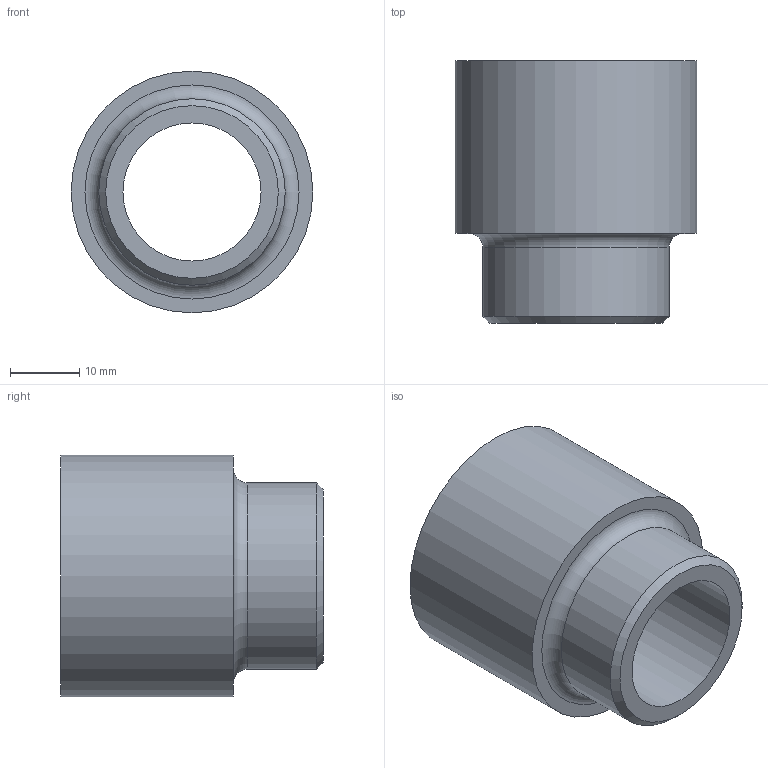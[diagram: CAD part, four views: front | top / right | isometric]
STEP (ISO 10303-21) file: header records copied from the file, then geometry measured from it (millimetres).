
FILE_DESCRIPTION(/* description */ (''),/* implementation_level */ '2;1');
FILE_NAME(/* name */ 'Heated tube-transfer tube connector.stp',/* time_stamp */ '2020-08-23T23:36:46-04:00',/* author */ ('Bruno'),/* organization */ (''),/* preprocessor_version */ 'ST-DEVELOPER v18.1',/* originating_system */ 'Autodesk Inventor 2020',/* authorisation */ '');
FILE_SCHEMA (('CONFIG_CONTROL_DESIGN'));
Length unit declared in the file: millimetre
Products named in the file (1): Heated tube-transfer tube connector
Bounding box: 35 x 38 x 35 mm (x, y, z)
Volume: 15305.7 mm3; surface area: 7888 mm2
Topology: 1 solids, 1 shells, 14 faces, 37 edges, 28 vertices
Faces by surface type: cylinder 6, plane 5, cone 2, torus 1
Full cylindrical faces by diameter (mm): 20 x1, 26 x2, 27 x1, 28.7 x1, 35 x1
Entity records: 515 total; most frequent: DIRECTION 96, CARTESIAN_POINT 80, ORIENTED_EDGE 74, AXIS2_PLACEMENT_3D 44, EDGE_CURVE 37, CIRCLE 29, VERTEX_POINT 28, EDGE_LOOP 19
